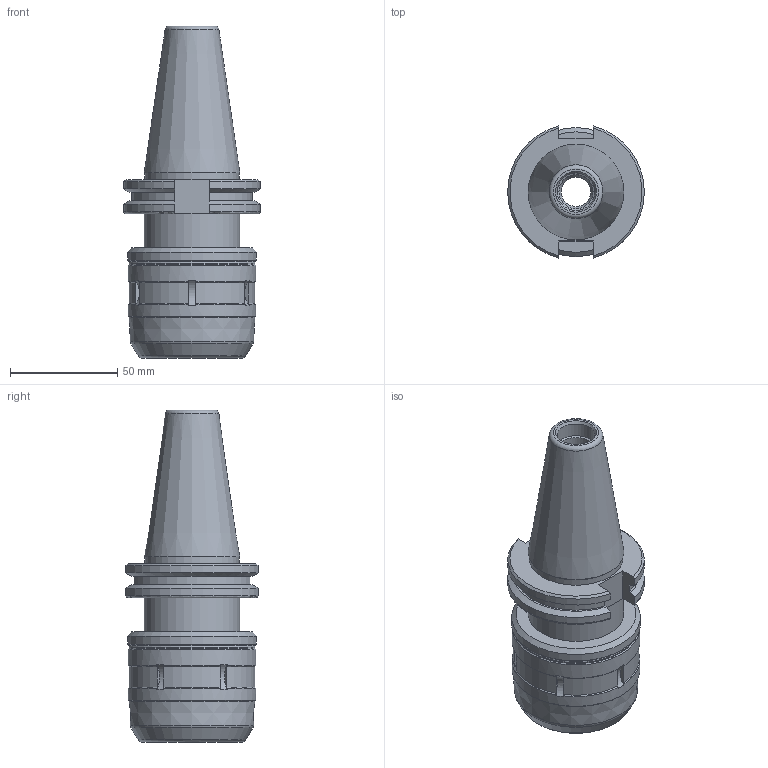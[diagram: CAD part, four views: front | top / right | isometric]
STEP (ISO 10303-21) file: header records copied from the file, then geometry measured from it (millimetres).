
FILE_DESCRIPTION (( 'STEP AP203' ), '1' );
FILE_NAME ('CAT40-C1-85U-IDU.STEP', '2021-07-14T15:12:07', ( '' ), ( '' ), 'SwSTEP 2.0', 'SolidWorks 2021', '' );
FILE_SCHEMA (( 'CONFIG_CONTROL_DESIGN' ));
Length unit declared in the file: millimetre
Products named in the file (1): CAT40-C1-85U-IDU
Bounding box: 63.55 x 61.48 x 154.45 mm (x, y, z)
Volume: 211955 mm3; surface area: 64724.1 mm2
Topology: 6 solids, 6 shells, 183 faces, 396 edges, 244 vertices
Faces by surface type: cone 54, plane 53, cylinder 51, torus 25
Full cylindrical faces by diameter (mm): 10 x1, 13.7 x1, 15.876 x1, 17.5 x1, 23.5 x1, 25.4 x1, 26 x1, 30 x1, 31.796 x1, 32 x3, 34.2 x2, 36.821 x1, 37.336 x1, 37.406 x1, 37.809 x1, 37.951 x1, 39.648 x1, 42.533 x1, 42.602 x1, 43 x2, 43.85 x1, 44.251 x1, 44.45 x2, 45 x1, 58.5 x1, 59.5 x2, 60 x1
Entity records: 4647 total; most frequent: CARTESIAN_POINT 906, DIRECTION 794, ORIENTED_EDGE 602, AXIS2_PLACEMENT_3D 361, EDGE_LOOP 306, EDGE_CURVE 301, VERTEX_POINT 241, FACE_OUTER_BOUND 239
